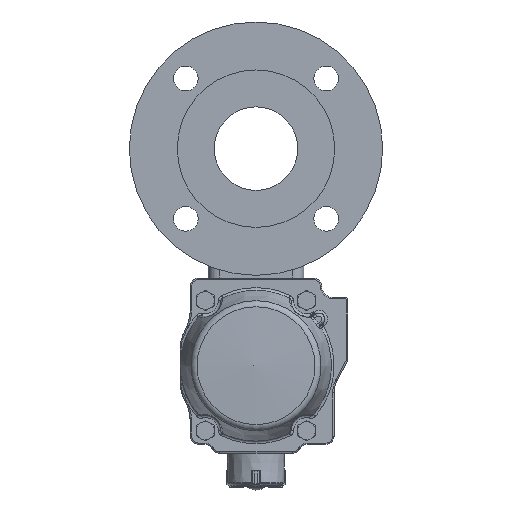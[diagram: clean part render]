
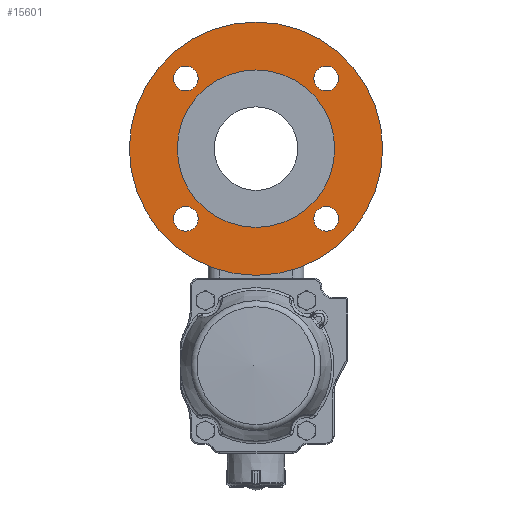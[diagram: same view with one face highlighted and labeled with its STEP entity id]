
A CAD part, front view. The second image highlights one B-rep face of the part: STEP entity #15601.
In plain terms, the highlighted planar face has unit normal (0, -1, 0).
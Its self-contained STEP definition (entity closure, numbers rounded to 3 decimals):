
#514=PLANE('',#19656);
#6398=ORIENTED_EDGE('',*,*,#9341,.F.);
#6399=ORIENTED_EDGE('',*,*,#9342,.F.);
#6400=ORIENTED_EDGE('',*,*,#9343,.F.);
#6401=ORIENTED_EDGE('',*,*,#9344,.F.);
#6402=ORIENTED_EDGE('',*,*,#9314,.T.);
#6403=ORIENTED_EDGE('',*,*,#9339,.T.);
#9314=EDGE_CURVE('',#11008,#11008,#12026,.T.);
#9339=EDGE_CURVE('',#11033,#11033,#12043,.T.);
#9341=EDGE_CURVE('',#11035,#11035,#12045,.T.);
#9342=EDGE_CURVE('',#11036,#11036,#12046,.T.);
#9343=EDGE_CURVE('',#11037,#11037,#12047,.T.);
#9344=EDGE_CURVE('',#11038,#11038,#12048,.T.);
#11008=VERTEX_POINT('',#35281);
#11033=VERTEX_POINT('',#35333);
#11035=VERTEX_POINT('',#35338);
#11036=VERTEX_POINT('',#35340);
#11037=VERTEX_POINT('',#35342);
#11038=VERTEX_POINT('',#35344);
#12026=CIRCLE('',#19635,92.5);
#12043=CIRCLE('',#19654,57.5);
#12045=CIRCLE('',#19657,9.);
#12046=CIRCLE('',#19658,9.);
#12047=CIRCLE('',#19659,9.);
#12048=CIRCLE('',#19660,9.);
#13178=EDGE_LOOP('',(#6398));
#13179=EDGE_LOOP('',(#6399));
#13180=EDGE_LOOP('',(#6400));
#13181=EDGE_LOOP('',(#6401));
#13182=EDGE_LOOP('',(#6402));
#13183=EDGE_LOOP('',(#6403));
#14418=FACE_BOUND('',#13178,.T.);
#14419=FACE_BOUND('',#13179,.T.);
#14420=FACE_BOUND('',#13180,.T.);
#14421=FACE_BOUND('',#13181,.T.);
#14422=FACE_BOUND('',#13182,.T.);
#14423=FACE_BOUND('',#13183,.T.);
#15601=ADVANCED_FACE('',(#14418,#14419,#14420,#14421,#14422,#14423),#514,
 .T.);
#19635=AXIS2_PLACEMENT_3D('',#35280,#23565,#23566);
#19654=AXIS2_PLACEMENT_3D('',#35332,#23611,#23612);
#19656=AXIS2_PLACEMENT_3D('',#35336,#23615,#23616);
#19657=AXIS2_PLACEMENT_3D('',#35337,#23617,#23618);
#19658=AXIS2_PLACEMENT_3D('',#35339,#23619,#23620);
#19659=AXIS2_PLACEMENT_3D('',#35341,#23621,#23622);
#19660=AXIS2_PLACEMENT_3D('',#35343,#23623,#23624);
#23565=DIRECTION('',(0.,-1.,0.));
#23566=DIRECTION('',(1.,0.,0.));
#23611=DIRECTION('',(0.,1.,0.));
#23612=DIRECTION('',(1.,0.,0.));
#23615=DIRECTION('',(0.,-1.,0.));
#23616=DIRECTION('',(0.,0.,-1.));
#23617=DIRECTION('',(0.,-1.,0.));
#23618=DIRECTION('',(-1.,0.,0.));
#23619=DIRECTION('',(0.,-1.,0.));
#23620=DIRECTION('',(-1.,0.,0.));
#23621=DIRECTION('',(0.,-1.,0.));
#23622=DIRECTION('',(-1.,0.,0.));
#23623=DIRECTION('',(0.,-1.,0.));
#23624=DIRECTION('',(-1.,0.,0.));
#35280=CARTESIAN_POINT('',(0.,-83.,0.));
#35281=CARTESIAN_POINT('',(92.5,-83.,0.));
#35332=CARTESIAN_POINT('',(0.,-83.,0.));
#35333=CARTESIAN_POINT('',(57.5,-83.,0.));
#35336=CARTESIAN_POINT('',(0.,-83.,0.));
#35337=CARTESIAN_POINT('',(51.265,-83.,51.265));
#35338=CARTESIAN_POINT('',(42.265,-83.,51.265));
#35339=CARTESIAN_POINT('',(-51.265,-83.,51.265));
#35340=CARTESIAN_POINT('',(-60.265,-83.,51.265));
#35341=CARTESIAN_POINT('',(-51.265,-83.,-51.265));
#35342=CARTESIAN_POINT('',(-60.265,-83.,-51.265));
#35343=CARTESIAN_POINT('',(51.265,-83.,-51.265));
#35344=CARTESIAN_POINT('',(42.265,-83.,-51.265));
